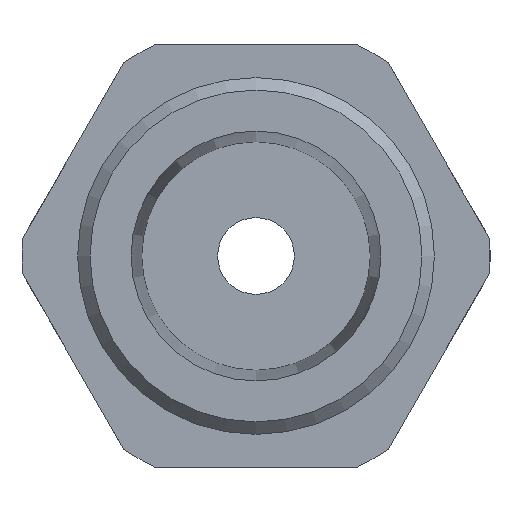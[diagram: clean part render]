
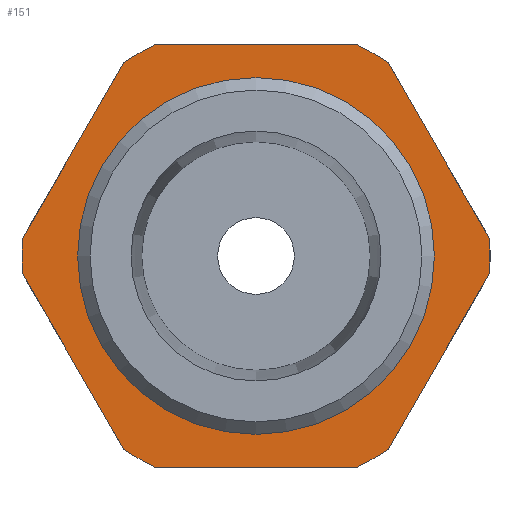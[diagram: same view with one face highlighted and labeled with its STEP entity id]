
A CAD part, left-side view. The second image highlights one B-rep face of the part: STEP entity #151.
In plain terms, the highlighted planar face has unit normal (-1, 0, 0).
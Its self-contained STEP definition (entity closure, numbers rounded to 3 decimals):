
#151 = ADVANCED_FACE( '', ( #362, #363 ), #364, .F. );
#362 = FACE_OUTER_BOUND( '', #653, .T. );
#363 = FACE_BOUND( '', #654, .T. );
#364 = PLANE( '', #655 );
#653 = EDGE_LOOP( '', ( #1046, #1047, #1048, #1049, #1050, #1051, #1052, #1053, #1054, #1055, #1056, #1057 ) );
#654 = EDGE_LOOP( '', ( #1058 ) );
#655 = AXIS2_PLACEMENT_3D( '', #1059, #1060, #1061 );
#1046 = ORIENTED_EDGE( '', *, *, #1650, .F. );
#1047 = ORIENTED_EDGE( '', *, *, #1651, .F. );
#1048 = ORIENTED_EDGE( '', *, *, #1652, .F. );
#1049 = ORIENTED_EDGE( '', *, *, #1653, .F. );
#1050 = ORIENTED_EDGE( '', *, *, #1654, .F. );
#1051 = ORIENTED_EDGE( '', *, *, #1640, .F. );
#1052 = ORIENTED_EDGE( '', *, *, #1655, .F. );
#1053 = ORIENTED_EDGE( '', *, *, #1656, .F. );
#1054 = ORIENTED_EDGE( '', *, *, #1599, .F. );
#1055 = ORIENTED_EDGE( '', *, *, #1657, .F. );
#1056 = ORIENTED_EDGE( '', *, *, #1645, .F. );
#1057 = ORIENTED_EDGE( '', *, *, #1658, .F. );
#1058 = ORIENTED_EDGE( '', *, *, #1659, .T. );
#1059 = CARTESIAN_POINT( '', ( 8., 9.3, 0. ) );
#1060 = DIRECTION( '', ( 1., 0., 0. ) );
#1061 = DIRECTION( '', ( 0., 1., 0. ) );
#1599 = EDGE_CURVE( '', #1892, #1895, #1896, .T. );
#1640 = EDGE_CURVE( '', #1962, #1957, #1964, .T. );
#1645 = EDGE_CURVE( '', #1971, #1967, #1973, .T. );
#1650 = EDGE_CURVE( '', #1980, #1981, #1982, .T. );
#1651 = EDGE_CURVE( '', #1983, #1980, #1984, .T. );
#1652 = EDGE_CURVE( '', #1985, #1983, #1986, .T. );
#1653 = EDGE_CURVE( '', #1987, #1985, #1988, .T. );
#1654 = EDGE_CURVE( '', #1957, #1987, #1989, .T. );
#1655 = EDGE_CURVE( '', #1990, #1962, #1991, .T. );
#1656 = EDGE_CURVE( '', #1895, #1990, #1992, .T. );
#1657 = EDGE_CURVE( '', #1967, #1892, #1993, .T. );
#1658 = EDGE_CURVE( '', #1981, #1971, #1994, .T. );
#1659 = EDGE_CURVE( '', #1995, #1995, #1996, .T. );
#1892 = VERTEX_POINT( '', #2311 );
#1895 = VERTEX_POINT( '', #2315 );
#1896 = CIRCLE( '', #2316, 12.2 );
#1957 = VERTEX_POINT( '', #2395 );
#1962 = VERTEX_POINT( '', #2405 );
#1964 = LINE( '', #2408, #2409 );
#1967 = VERTEX_POINT( '', #2412 );
#1971 = VERTEX_POINT( '', #2417 );
#1973 = CIRCLE( '', #2420, 12.2 );
#1980 = VERTEX_POINT( '', #2427 );
#1981 = VERTEX_POINT( '', #2428 );
#1982 = CIRCLE( '', #2429, 12.2 );
#1983 = VERTEX_POINT( '', #2430 );
#1984 = LINE( '', #2431, #2432 );
#1985 = VERTEX_POINT( '', #2433 );
#1986 = CIRCLE( '', #2434, 12.2 );
#1987 = VERTEX_POINT( '', #2435 );
#1988 = LINE( '', #2436, #2437 );
#1989 = CIRCLE( '', #2438, 12.2 );
#1990 = VERTEX_POINT( '', #2439 );
#1991 = CIRCLE( '', #2440, 12.2 );
#1992 = LINE( '', #2441, #2442 );
#1993 = LINE( '', #2443, #2444 );
#1994 = LINE( '', #2445, #2446 );
#1995 = VERTEX_POINT( '', #2447 );
#1996 = CIRCLE( '', #2448, 9.3 );
#2311 = CARTESIAN_POINT( '', ( 8., -5.276, 11. ) );
#2315 = CARTESIAN_POINT( '', ( 8., -6.888, 10.069 ) );
#2316 = AXIS2_PLACEMENT_3D( '', #2841, #2842, #2843 );
#2395 = CARTESIAN_POINT( '', ( 8., -6.888, -10.069 ) );
#2405 = CARTESIAN_POINT( '', ( 8., -12.164, -0.931 ) );
#2408 = CARTESIAN_POINT( '', ( 8., -12.702, 0. ) );
#2409 = VECTOR( '', #2900, 1000. );
#2412 = CARTESIAN_POINT( '', ( 8., 5.276, 11. ) );
#2417 = CARTESIAN_POINT( '', ( 8., 6.888, 10.069 ) );
#2420 = AXIS2_PLACEMENT_3D( '', #2906, #2907, #2908 );
#2427 = CARTESIAN_POINT( '', ( 8., 12.164, -0.931 ) );
#2428 = CARTESIAN_POINT( '', ( 8., 12.164, 0.931 ) );
#2429 = AXIS2_PLACEMENT_3D( '', #2915, #2916, #2917 );
#2430 = CARTESIAN_POINT( '', ( 8., 6.888, -10.069 ) );
#2431 = CARTESIAN_POINT( '', ( 8., 6.351, -11. ) );
#2432 = VECTOR( '', #2918, 1000. );
#2433 = CARTESIAN_POINT( '', ( 8., 5.276, -11. ) );
#2434 = AXIS2_PLACEMENT_3D( '', #2919, #2920, #2921 );
#2435 = CARTESIAN_POINT( '', ( 8., -5.276, -11. ) );
#2436 = CARTESIAN_POINT( '', ( 8., -6.351, -11. ) );
#2437 = VECTOR( '', #2922, 1000. );
#2438 = AXIS2_PLACEMENT_3D( '', #2923, #2924, #2925 );
#2439 = CARTESIAN_POINT( '', ( 8., -12.164, 0.931 ) );
#2440 = AXIS2_PLACEMENT_3D( '', #2926, #2927, #2928 );
#2441 = CARTESIAN_POINT( '', ( 8., -6.351, 11. ) );
#2442 = VECTOR( '', #2929, 1000. );
#2443 = CARTESIAN_POINT( '', ( 8., 6.351, 11. ) );
#2444 = VECTOR( '', #2930, 1000. );
#2445 = CARTESIAN_POINT( '', ( 8., 12.702, 0. ) );
#2446 = VECTOR( '', #2931, 1000. );
#2447 = CARTESIAN_POINT( '', ( 8., 9.3, 0. ) );
#2448 = AXIS2_PLACEMENT_3D( '', #2932, #2933, #2934 );
#2841 = CARTESIAN_POINT( '', ( 8., 0., 0. ) );
#2842 = DIRECTION( '', ( 1., 0., 0. ) );
#2843 = DIRECTION( '', ( 0., 1., 0. ) );
#2900 = DIRECTION( '', ( 0., 0.5, -0.866 ) );
#2906 = CARTESIAN_POINT( '', ( 8., 0., 0. ) );
#2907 = DIRECTION( '', ( 1., 0., 0. ) );
#2908 = DIRECTION( '', ( 0., 1., 0. ) );
#2915 = CARTESIAN_POINT( '', ( 8., 0., 0. ) );
#2916 = DIRECTION( '', ( 1., 0., 0. ) );
#2917 = DIRECTION( '', ( 0., 1., 0. ) );
#2918 = DIRECTION( '', ( 0., 0.5, 0.866 ) );
#2919 = CARTESIAN_POINT( '', ( 8., 0., 0. ) );
#2920 = DIRECTION( '', ( 1., 0., 0. ) );
#2921 = DIRECTION( '', ( 0., 1., 0. ) );
#2922 = DIRECTION( '', ( 0., 1., 0. ) );
#2923 = CARTESIAN_POINT( '', ( 8., 0., 0. ) );
#2924 = DIRECTION( '', ( 1., 0., 0. ) );
#2925 = DIRECTION( '', ( 0., 1., 0. ) );
#2926 = CARTESIAN_POINT( '', ( 8., 0., 0. ) );
#2927 = DIRECTION( '', ( 1., 0., 0. ) );
#2928 = DIRECTION( '', ( 0., 1., 0. ) );
#2929 = DIRECTION( '', ( 0., -0.5, -0.866 ) );
#2930 = DIRECTION( '', ( 0., -1., 0. ) );
#2931 = DIRECTION( '', ( 0., -0.5, 0.866 ) );
#2932 = CARTESIAN_POINT( '', ( 8., 0., 0. ) );
#2933 = DIRECTION( '', ( 1., 0., 0. ) );
#2934 = DIRECTION( '', ( 0., 1., 0. ) );
